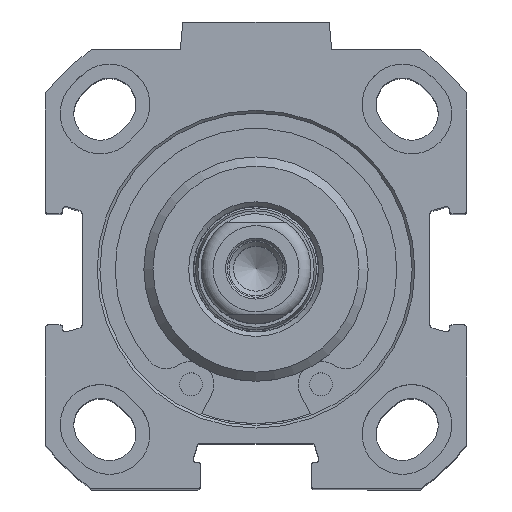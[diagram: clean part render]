
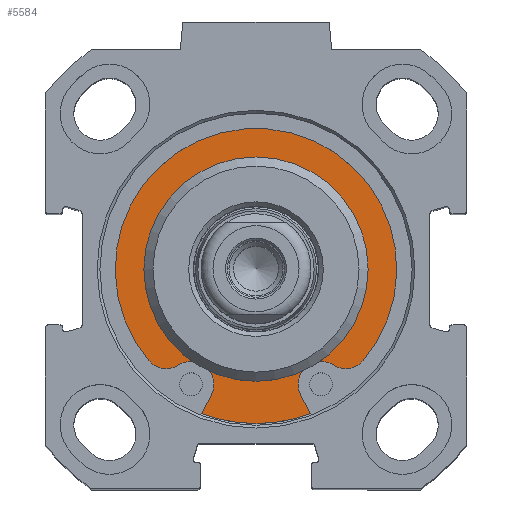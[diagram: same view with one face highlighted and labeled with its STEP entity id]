
A CAD part, top view. The second image highlights one B-rep face of the part: STEP entity #5584.
In plain terms, the highlighted planar face has unit normal (0, 0, 1).
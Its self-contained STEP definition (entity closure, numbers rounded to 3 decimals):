
#4985=CARTESIAN_POINT('',(-11.7,-9.975,50.9));
#4986=VERTEX_POINT('',#4985);
#4993=CARTESIAN_POINT('',(11.7,-9.975,50.9));
#4994=VERTEX_POINT('',#4993);
#4995=CARTESIAN_POINT('',(0.,0.,50.9));
#4996=DIRECTION('',(0.0,0.0,1.0));
#4997=DIRECTION('',(-0.761,0.649,0.0));
#4998=AXIS2_PLACEMENT_3D('',#4995,#4996,#4997);
#4999=CIRCLE('',#4998,15.375);
#5000=EDGE_CURVE('',#4994,#4986,#4999,.T.);
#5025=CARTESIAN_POINT('',(-8.446,-10.457,50.9));
#5026=VERTEX_POINT('',#5025);
#5033=CARTESIAN_POINT('',(-9.797,-8.353,50.9));
#5034=DIRECTION('',(0.0,0.0,1.0));
#5035=DIRECTION('',(0.761,0.649,0.0));
#5036=AXIS2_PLACEMENT_3D('',#5033,#5034,#5035);
#5037=CIRCLE('',#5036,2.5);
#5038=EDGE_CURVE('',#4986,#5026,#5037,.T.);
#5058=CARTESIAN_POINT('',(-4.887,-13.731,50.9));
#5059=VERTEX_POINT('',#5058);
#5066=CARTESIAN_POINT('',(-7.096,-12.561,50.9));
#5067=DIRECTION('',(0.0,0.0,-1.0));
#5068=DIRECTION('',(0.884,-0.468,0.0));
#5069=AXIS2_PLACEMENT_3D('',#5066,#5067,#5068);
#5070=CIRCLE('',#5069,2.5);
#5071=EDGE_CURVE('',#5026,#5059,#5070,.T.);
#5098=CARTESIAN_POINT('',(-5.962,-15.76,50.9));
#5099=VERTEX_POINT('',#5098);
#5106=CARTESIAN_POINT('',(-4.887,-13.731,50.9));
#5107=DIRECTION('',(-0.468,-0.884,0.0));
#5108=VECTOR('',#5107,2.296);
#5109=LINE('',#5106,#5108);
#5110=EDGE_CURVE('',#5059,#5099,#5109,.T.);
#5162=CARTESIAN_POINT('',(4.887,-13.731,50.9));
#5163=VERTEX_POINT('',#5162);
#5170=CARTESIAN_POINT('',(5.962,-15.76,50.9));
#5171=VERTEX_POINT('',#5170);
#5172=CARTESIAN_POINT('',(5.962,-15.76,50.9));
#5173=DIRECTION('',(-0.468,0.884,0.0));
#5174=VECTOR('',#5173,2.296);
#5175=LINE('',#5172,#5174);
#5176=EDGE_CURVE('',#5171,#5163,#5175,.T.);
#5202=CARTESIAN_POINT('',(8.446,-10.457,50.9));
#5203=VERTEX_POINT('',#5202);
#5210=CARTESIAN_POINT('',(7.096,-12.561,50.9));
#5211=DIRECTION('',(0.0,0.0,-1.0));
#5212=DIRECTION('',(0.54,0.841,0.0));
#5213=AXIS2_PLACEMENT_3D('',#5210,#5211,#5212);
#5214=CIRCLE('',#5213,2.5);
#5215=EDGE_CURVE('',#5163,#5203,#5214,.T.);
#5234=CARTESIAN_POINT('',(9.797,-8.353,50.9));
#5235=DIRECTION('',(0.0,0.0,1.0));
#5236=DIRECTION('',(0.54,0.841,0.0));
#5237=AXIS2_PLACEMENT_3D('',#5234,#5235,#5236);
#5238=CIRCLE('',#5237,2.5);
#5239=EDGE_CURVE('',#5203,#4994,#5238,.T.);
#5544=CARTESIAN_POINT('',(0.,0.,50.9));
#5545=DIRECTION('',(0.0,0.0,1.0));
#5546=DIRECTION('',(0.0,-1.0,0.0));
#5547=AXIS2_PLACEMENT_3D('',#5544,#5545,#5546);
#5548=CIRCLE('',#5547,16.85);
#5549=EDGE_CURVE('',#5099,#5171,#5548,.T.);
#5558=CARTESIAN_POINT('',(0.,-14.375,50.9));
#5559=DIRECTION('',(0.0,0.0,1.0));
#5560=DIRECTION('',(1.0,0.0,0.0));
#5561=AXIS2_PLACEMENT_3D('',#5558,#5559,#5560);
#5562=PLANE('',#5561);
#5563=ORIENTED_EDGE('',*,*,#5110,.T.);
#5564=ORIENTED_EDGE('',*,*,#5549,.T.);
#5565=ORIENTED_EDGE('',*,*,#5176,.T.);
#5566=ORIENTED_EDGE('',*,*,#5215,.T.);
#5567=ORIENTED_EDGE('',*,*,#5239,.T.);
#5568=ORIENTED_EDGE('',*,*,#5000,.T.);
#5569=ORIENTED_EDGE('',*,*,#5038,.T.);
#5570=ORIENTED_EDGE('',*,*,#5071,.T.);
#5571=EDGE_LOOP('',(#5563,#5564,#5565,#5566,#5567,#5568,#5569,#5570));
#5572=FACE_OUTER_BOUND('',#5571,.T.);
#5573=CARTESIAN_POINT('',(0.,-11.9,50.9));
#5574=VERTEX_POINT('',#5573);
#5575=CARTESIAN_POINT('',(0.,0.,50.9));
#5576=DIRECTION('',(0.0,0.0,1.0));
#5577=DIRECTION('',(0.0,-1.0,0.0));
#5578=AXIS2_PLACEMENT_3D('',#5575,#5576,#5577);
#5579=CIRCLE('',#5578,11.9);
#5580=EDGE_CURVE('',#5574,#5574,#5579,.T.);
#5581=ORIENTED_EDGE('',*,*,#5580,.F.);
#5582=EDGE_LOOP('',(#5581));
#5583=FACE_BOUND('',#5582,.T.);
#5584=ADVANCED_FACE('',(#5572,#5583),#5562,.T.);
